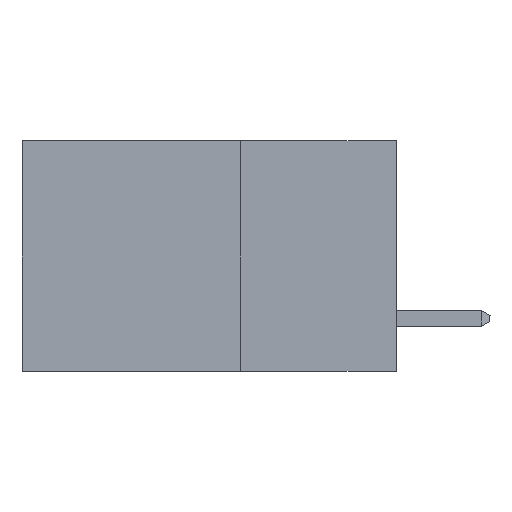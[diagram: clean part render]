
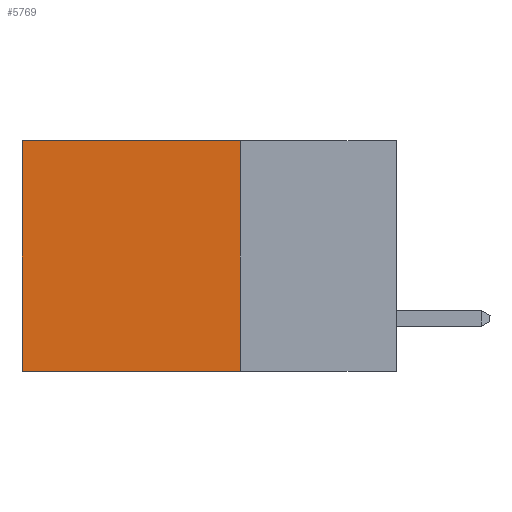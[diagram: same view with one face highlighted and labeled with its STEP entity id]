
A CAD part, left-side view. The second image highlights one B-rep face of the part: STEP entity #5769.
In plain terms, the highlighted planar face has unit normal (-1, 0, 0).
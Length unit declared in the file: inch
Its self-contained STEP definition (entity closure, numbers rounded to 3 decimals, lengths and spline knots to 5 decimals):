
#396 = CARTESIAN_POINT ( 'NONE',  ( 0.2615, 0.25, -0.37 ) ) ;
#608 = CARTESIAN_POINT ( 'NONE',  ( 0.2615, 0.6, -0.37 ) ) ;
#693 = DIRECTION ( 'NONE',  ( 0., 0., -1. ) ) ;
#1570 = ORIENTED_EDGE ( 'NONE', *, *, #3850, .F. ) ;
#1658 = VECTOR ( 'NONE', #693, 39.37008 ) ;
#1670 = VECTOR ( 'NONE', #5237, 39.37008 ) ;
#2692 = VERTEX_POINT ( 'NONE', #396 ) ;
#2877 = CARTESIAN_POINT ( 'NONE',  ( 0.2615, 0.25, 0. ) ) ;
#3566 = VERTEX_POINT ( 'NONE', #8379 ) ;
#3850 = EDGE_CURVE ( 'NONE', #11283, #2692, #6259, .T. ) ;
#4047 = DIRECTION ( 'NONE',  ( 1., 0., 0. ) ) ;
#4264 = EDGE_CURVE ( 'NONE', #3566, #11187, #11560, .T. ) ;
#4564 = EDGE_CURVE ( 'NONE', #2692, #11187, #5462, .T. ) ;
#4591 = ORIENTED_EDGE ( 'NONE', *, *, #4564, .F. ) ;
#4684 = VECTOR ( 'NONE', #6741, 39.37008 ) ;
#5076 = CARTESIAN_POINT ( 'NONE',  ( 0.2615, 0.25, 0. ) ) ;
#5157 = VECTOR ( 'NONE', #7109, 39.37008 ) ;
#5202 = CARTESIAN_POINT ( 'NONE',  ( 0.2615, 0.25, -0.37 ) ) ;
#5237 = DIRECTION ( 'NONE',  ( 0., 0., -1. ) ) ;
#5244 = ORIENTED_EDGE ( 'NONE', *, *, #8607, .T. ) ;
#5462 = LINE ( 'NONE', #9004, #5157 ) ;
#5769 = ADVANCED_FACE ( 'NONE', ( #11378 ), #7890, .F. ) ;
#6259 = LINE ( 'NONE', #5202, #1670 ) ;
#6506 = EDGE_LOOP ( 'NONE', ( #7398, #4591, #1570, #5244 ) ) ;
#6741 = DIRECTION ( 'NONE',  ( 0., 1., 0. ) ) ;
#7109 = DIRECTION ( 'NONE',  ( 0., 1., 0. ) ) ;
#7398 = ORIENTED_EDGE ( 'NONE', *, *, #4264, .T. ) ;
#7890 = PLANE ( 'NONE',  #11421 ) ;
#8379 = CARTESIAN_POINT ( 'NONE',  ( 0.2615, 0.6, 0. ) ) ;
#8607 = EDGE_CURVE ( 'NONE', #11283, #3566, #9788, .T. ) ;
#9004 = CARTESIAN_POINT ( 'NONE',  ( 0.2615, 0.25, -0.37 ) ) ;
#9744 = CARTESIAN_POINT ( 'NONE',  ( 0.2615, 0.25, -0.37 ) ) ;
#9788 = LINE ( 'NONE', #2877, #4684 ) ;
#10655 = DIRECTION ( 'NONE',  ( 0., 0., -1. ) ) ;
#11187 = VERTEX_POINT ( 'NONE', #11561 ) ;
#11283 = VERTEX_POINT ( 'NONE', #5076 ) ;
#11378 = FACE_OUTER_BOUND ( 'NONE', #6506, .T. ) ;
#11421 = AXIS2_PLACEMENT_3D ( 'NONE', #9744, #4047, #10655 ) ;
#11560 = LINE ( 'NONE', #608, #1658 ) ;
#11561 = CARTESIAN_POINT ( 'NONE',  ( 0.2615, 0.6, -0.37 ) ) ;
